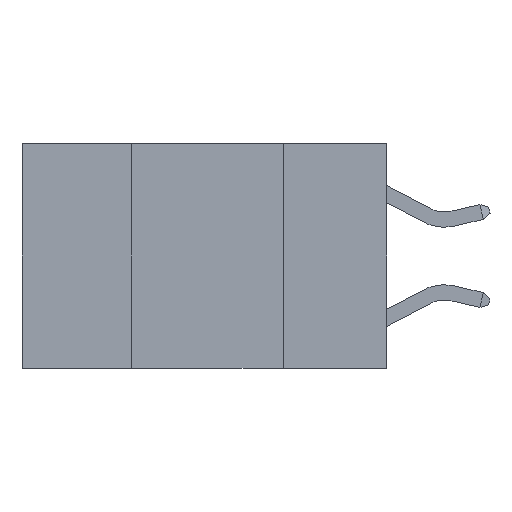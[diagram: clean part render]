
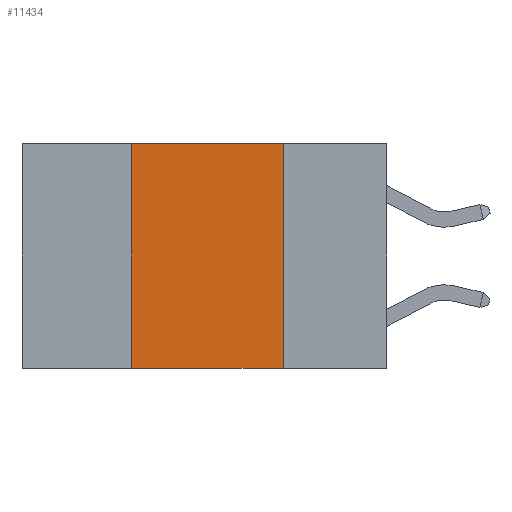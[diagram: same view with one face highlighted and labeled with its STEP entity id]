
A CAD part, left-side view. The second image highlights one B-rep face of the part: STEP entity #11434.
In plain terms, the highlighted planar face has unit normal (-1, 0, 0).
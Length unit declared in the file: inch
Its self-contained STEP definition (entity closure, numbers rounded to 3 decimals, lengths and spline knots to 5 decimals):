
#232 = CARTESIAN_POINT ( 'NONE',  ( 0., 0.6, 0. ) ) ;
#548 = LINE ( 'NONE', #8970, #19142 ) ;
#1221 = VERTEX_POINT ( 'NONE', #17243 ) ;
#2295 = ORIENTED_EDGE ( 'NONE', *, *, #5856, .F. ) ;
#2359 = CARTESIAN_POINT ( 'NONE',  ( 0., 0.42, 0. ) ) ;
#2361 = EDGE_CURVE ( 'NONE', #8016, #12779, #11695, .T. ) ;
#3259 = VECTOR ( 'NONE', #13678, 39.37008 ) ;
#3379 = VECTOR ( 'NONE', #19536, 39.37008 ) ;
#3849 = DIRECTION ( 'NONE',  ( 1., 0., 0. ) ) ;
#5204 = AXIS2_PLACEMENT_3D ( 'NONE', #232, #3849, #16463 ) ;
#5453 = CARTESIAN_POINT ( 'NONE',  ( 0., 0.42, 0. ) ) ;
#5856 = EDGE_CURVE ( 'NONE', #12779, #20989, #548, .T. ) ;
#5992 = DIRECTION ( 'NONE',  ( 0., 0., 1. ) ) ;
#8016 = VERTEX_POINT ( 'NONE', #18628 ) ;
#8970 = CARTESIAN_POINT ( 'NONE',  ( 0., 0.6, 0. ) ) ;
#11277 = CARTESIAN_POINT ( 'NONE',  ( 0., 0.17, 0. ) ) ;
#11434 = ADVANCED_FACE ( 'NONE', ( #19584 ), #19976, .F. ) ;
#11695 = LINE ( 'NONE', #2359, #20712 ) ;
#12294 = CARTESIAN_POINT ( 'NONE',  ( 0., 0.17, 0. ) ) ;
#12779 = VERTEX_POINT ( 'NONE', #5453 ) ;
#12934 = ORIENTED_EDGE ( 'NONE', *, *, #2361, .F. ) ;
#13678 = DIRECTION ( 'NONE',  ( 0., -1., 0. ) ) ;
#15223 = ORIENTED_EDGE ( 'NONE', *, *, #15242, .F. ) ;
#15242 = EDGE_CURVE ( 'NONE', #20989, #1221, #22524, .T. ) ;
#16259 = DIRECTION ( 'NONE',  ( 0., -1., 0. ) ) ;
#16463 = DIRECTION ( 'NONE',  ( 0., 0., -1. ) ) ;
#17224 = CARTESIAN_POINT ( 'NONE',  ( 0., 0.6, -0.37 ) ) ;
#17243 = CARTESIAN_POINT ( 'NONE',  ( 0., 0.17, -0.37 ) ) ;
#18628 = CARTESIAN_POINT ( 'NONE',  ( 0., 0.42, -0.37 ) ) ;
#19142 = VECTOR ( 'NONE', #16259, 39.37008 ) ;
#19536 = DIRECTION ( 'NONE',  ( 0., 0., -1. ) ) ;
#19584 = FACE_OUTER_BOUND ( 'NONE', #22160, .T. ) ;
#19696 = EDGE_CURVE ( 'NONE', #8016, #1221, #22399, .T. ) ;
#19976 = PLANE ( 'NONE',  #5204 ) ;
#20712 = VECTOR ( 'NONE', #5992, 39.37008 ) ;
#20989 = VERTEX_POINT ( 'NONE', #11277 ) ;
#22049 = ORIENTED_EDGE ( 'NONE', *, *, #19696, .T. ) ;
#22160 = EDGE_LOOP ( 'NONE', ( #15223, #2295, #12934, #22049 ) ) ;
#22399 = LINE ( 'NONE', #17224, #3259 ) ;
#22524 = LINE ( 'NONE', #12294, #3379 ) ;
